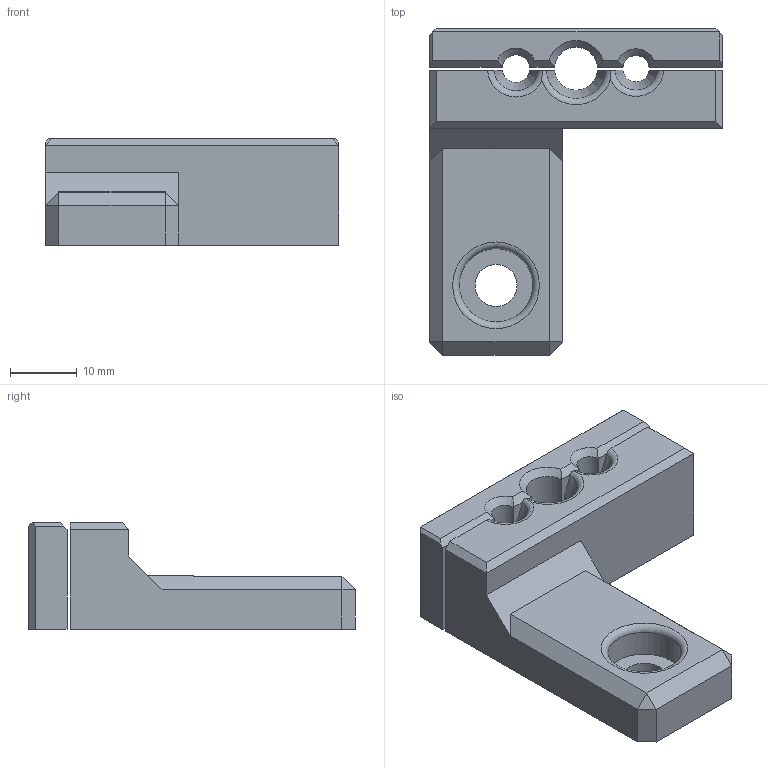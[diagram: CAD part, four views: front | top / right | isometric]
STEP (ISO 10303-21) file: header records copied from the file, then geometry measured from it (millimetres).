
FILE_DESCRIPTION(/* description */ (''),/* implementation_level */ '2;1');
FILE_NAME(/* name */ 'Wire Loom Mount.step',/* time_stamp */ '2024-09-26T21:19:10+03:00',/* author */ (''),/* organization */ (''),/* preprocessor_version */ 'ST-DEVELOPER v20',/* originating_system */ 'Autodesk Translation Framework v13.14.0.145',/* authorisation */ '');
FILE_SCHEMA (('AUTOMOTIVE_DESIGN { 1 0 10303 214 3 1 1 }'));
Length unit declared in the file: millimetre
Products named in the file (1): Wire Loom Mount
Bounding box: 44 x 49 x 16 mm (x, y, z)
Volume: 13521.6 mm3; surface area: 6858.1 mm2
Topology: 2 solids, 2 shells, 74 faces, 170 edges, 108 vertices
Faces by surface type: plane 49, cylinder 15, cone 6, torus 4
Full cylindrical faces by diameter (mm): 3.1 x2, 4.7 x3, 5.6 x2, 6.3 x1, 11 x1
Entity records: 2156 total; most frequent: CARTESIAN_POINT 451, DIRECTION 342, ORIENTED_EDGE 340, EDGE_CURVE 170, AXIS2_PLACEMENT_3D 117, LINE 108, VECTOR 108, VERTEX_POINT 108
